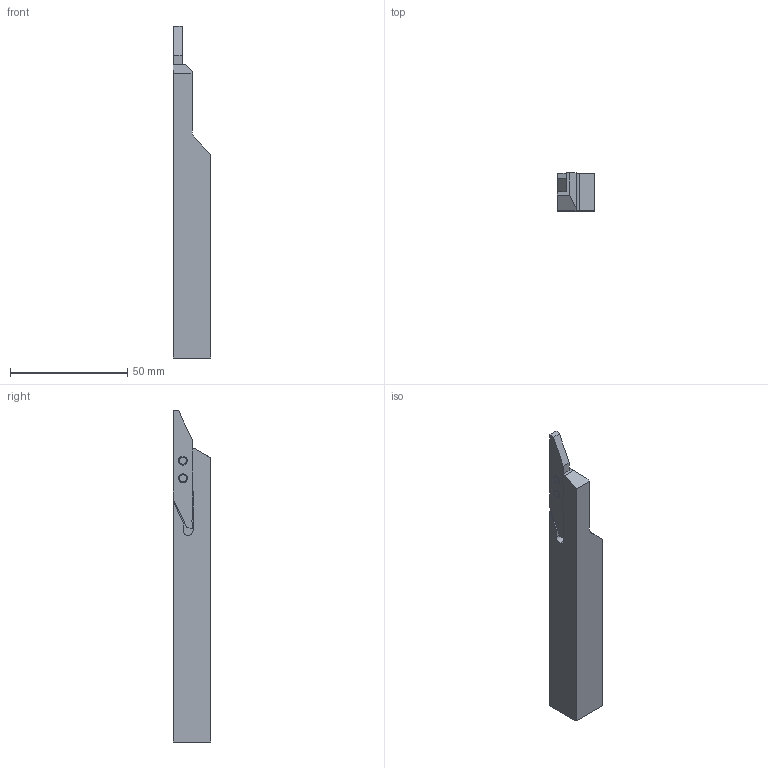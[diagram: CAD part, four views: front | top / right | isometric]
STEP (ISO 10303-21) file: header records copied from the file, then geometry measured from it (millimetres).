
FILE_DESCRIPTION (( 'STEP AP214' ), '1' );
FILE_NAME ('CUT-100-16.step', '2017-05-12T08:29:11', ( '' ), ( '' ), 'SwSTEP 2.0', 'SolidWorks 2016', '' );
FILE_SCHEMA (( 'AUTOMOTIVE_DESIGN' ));
Length unit declared in the file: millimetre
Products named in the file (1): CUT-100-16
Bounding box: 16 x 16 x 141.6 mm (x, y, z)
Volume: 27691.4 mm3; surface area: 8413.4 mm2
Topology: 1 solids, 1 shells, 45 faces, 118 edges, 77 vertices
Faces by surface type: plane 33, cylinder 8, cone 4
Entity records: 1630 total; most frequent: CARTESIAN_POINT 241, ORIENTED_EDGE 236, DIRECTION 234, EDGE_CURVE 118, VECTOR 94, LINE 94, VERTEX_POINT 77, AXIS2_PLACEMENT_3D 70
